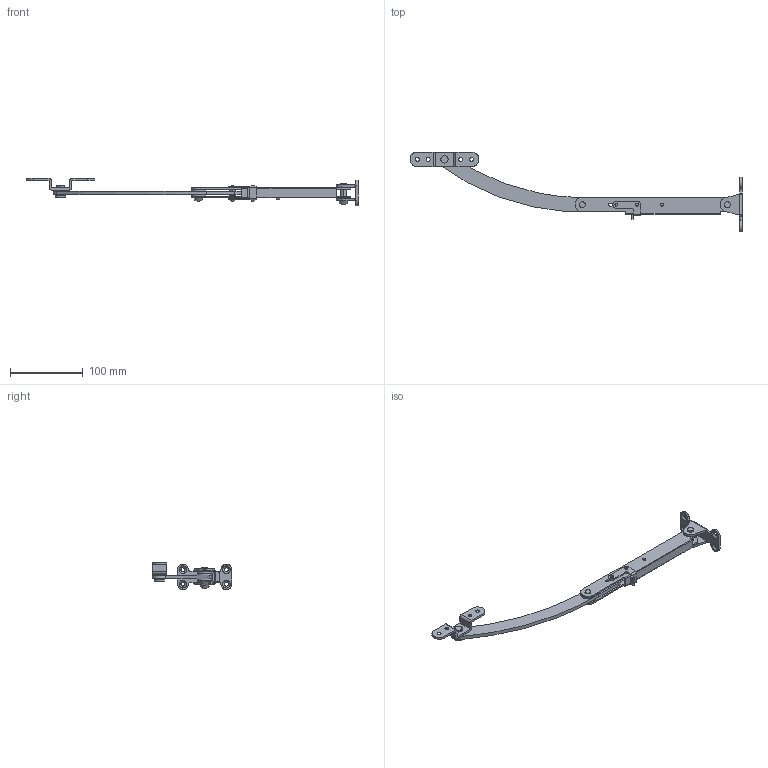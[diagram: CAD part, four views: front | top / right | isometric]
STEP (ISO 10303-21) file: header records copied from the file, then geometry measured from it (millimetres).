
FILE_DESCRIPTION((''),'2;1');
FILE_NAME('','2005-04-20T11:23:01',(''),(''),'','CADfix','');
FILE_SCHEMA(('AUTOMOTIVE_DESIGN'));
Length unit declared in the file: millimetre
Products named in the file (19): spacer_A_mr-1; spacer_C_mr-1; pin_A_mr-1; stopper_mr; spring_mr; spacer_C_mr; spacer_B_mr; spacer_A_mr; roller_mr; rivet_C_mr; rivet_B_mr; rivet_A_mr; pin_B_mr; pin_A_mr; bracket_B_mr; bracket_A_mr; arm_B_mr; arm_A_mr; TM_223_1R_30108_36
Assembly tree (18 placements, depth 2):
  TM_223_1R_30108_36
    spacer_A_mr-1
    spacer_C_mr-1
    pin_A_mr-1
    stopper_mr
    spring_mr
    spacer_C_mr
    spacer_B_mr
    spacer_A_mr
    roller_mr
    rivet_C_mr
    rivet_B_mr
    rivet_A_mr
    pin_B_mr
    pin_A_mr
    bracket_B_mr
    bracket_A_mr
    arm_B_mr
    arm_A_mr
Bounding box: 457.53 x 109.83 x 37.49 mm (x, y, z)
Volume: 69673.9 mm3; surface area: 58856.8 mm2
Topology: 18 solids, 18 shells, 301 faces, 964 edges, 705 vertices
Faces by surface type: bspline 301
Entity records: 18097 total; most frequent: CARTESIAN_POINT 12325, ORIENTED_EDGE 1928, EDGE_CURVE 964, VERTEX_POINT 705, EDGE_LOOP 369, QUASI_UNIFORM_CURVE 348, FACE_OUTER_BOUND 301, ADVANCED_FACE 301
